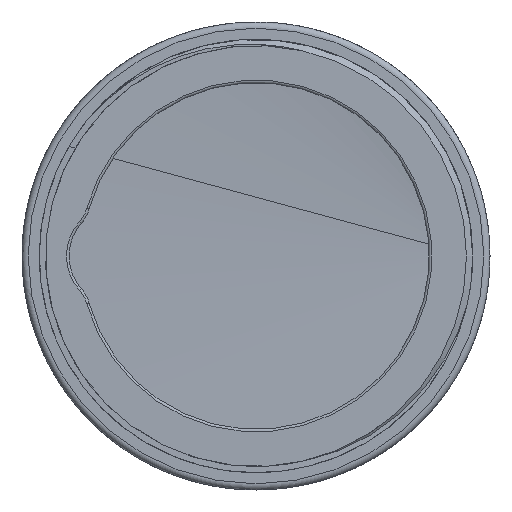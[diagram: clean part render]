
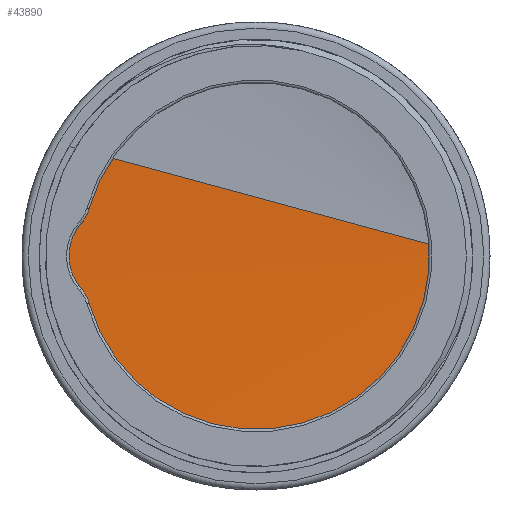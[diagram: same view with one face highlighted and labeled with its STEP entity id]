
A CAD part, left-side view. The second image highlights one B-rep face of the part: STEP entity #43890.
In plain terms, the highlighted cylindrical face has radius 17.5 mm (diameter 35 mm), a full revolution.
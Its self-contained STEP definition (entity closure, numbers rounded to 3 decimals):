
#2647=CIRCLE('',#46462,17.5);
#3037=FACE_OUTER_BOUND('',#5587,.T.);
#5587=EDGE_LOOP('',(#26949,#26950,#26951,#26952));
#8341=B_SPLINE_CURVE_WITH_KNOTS('',3,(#50348,#50349,#50350,#50351,#50352,
#50353,#50354,#50355,#50356,#50357,#50358,#50359,#50360,#50361,#50362,#50363,
#50364,#50365,#50366,#50367,#50368,#50369,#50370,#50371,#50372,#50373,#50374,
#50375),.UNSPECIFIED.,.F.,.F.,(4,3,3,3,3,3,3,3,3,4),(-9.425,
-9.319,-8.836,-8.353,-7.87,
-7.386,-6.903,-6.42,-5.937,
-5.61),.UNSPECIFIED.);
#14365=LINE('',#50318,#14789);
#14367=LINE('',#50339,#14791);
#14789=VECTOR('',#47601,17.5);
#14791=VECTOR('',#47605,17.5);
#15214=VERTEX_POINT('',#50316);
#15215=VERTEX_POINT('',#50317);
#15216=VERTEX_POINT('',#50338);
#15218=VERTEX_POINT('',#50347);
#19906=EDGE_CURVE('',#15214,#15215,#14365,.T.);
#19909=EDGE_CURVE('',#15214,#15216,#14367,.T.);
#19912=EDGE_CURVE('',#15215,#15218,#8341,.T.);
#19913=EDGE_CURVE('',#15216,#15218,#2647,.T.);
#26949=ORIENTED_EDGE('',*,*,#19906,.T.);
#26950=ORIENTED_EDGE('',*,*,#19912,.T.);
#26951=ORIENTED_EDGE('',*,*,#19913,.F.);
#26952=ORIENTED_EDGE('',*,*,#19909,.F.);
#41017=CYLINDRICAL_SURFACE('',#46461,17.5);
#43890=ADVANCED_FACE('',(#3037),#41017,.T.);
#46461=AXIS2_PLACEMENT_3D('',#50346,#47608,#47609);
#46462=AXIS2_PLACEMENT_3D('',#50376,#47610,#47611);
#47601=DIRECTION('',(1.,0.,0.));
#47605=DIRECTION('',(-1.,0.,0.));
#47608=DIRECTION('center_axis',(1.,0.,0.));
#47609=DIRECTION('ref_axis',(0.,1.,0.));
#47610=DIRECTION('center_axis',(-1.,0.,0.));
#47611=DIRECTION('ref_axis',(0.,-1.,0.));
#50316=CARTESIAN_POINT('',(0.6,-17.5,0.));
#50317=CARTESIAN_POINT('',(2.2,-17.5,0.));
#50318=CARTESIAN_POINT('',(18.2,-17.5,0.));
#50338=CARTESIAN_POINT('',(0.5,-17.5,0.));
#50339=CARTESIAN_POINT('',(18.2,-17.5,0.));
#50346=CARTESIAN_POINT('Origin',(18.2,0.,0.));
#50347=CARTESIAN_POINT('',(0.5,13.682,10.911));
#50348=CARTESIAN_POINT('Ctrl Pts',(2.2,-17.5,0.));
#50349=CARTESIAN_POINT('Ctrl Pts',(2.184,-17.501,-0.619));
#50350=CARTESIAN_POINT('Ctrl Pts',(2.169,-17.469,-1.237));
#50351=CARTESIAN_POINT('Ctrl Pts',(2.153,-17.403,-1.851));
#50352=CARTESIAN_POINT('Ctrl Pts',(2.081,-17.105,-4.653));
#50353=CARTESIAN_POINT('Ctrl Pts',(2.009,-16.117,-7.381));
#50354=CARTESIAN_POINT('Ctrl Pts',(1.938,-14.552,-9.723));
#50355=CARTESIAN_POINT('Ctrl Pts',(1.866,-12.987,-12.066));
#50356=CARTESIAN_POINT('Ctrl Pts',(1.794,-10.844,-14.023));
#50357=CARTESIAN_POINT('Ctrl Pts',(1.722,-8.37,-15.37));
#50358=CARTESIAN_POINT('Ctrl Pts',(1.65,-5.896,-16.717));
#50359=CARTESIAN_POINT('Ctrl Pts',(1.579,-3.09,-17.455));
#50360=CARTESIAN_POINT('Ctrl Pts',(1.507,-0.273,-17.499));
#50361=CARTESIAN_POINT('Ctrl Pts',(1.435,2.544,-17.543));
#50362=CARTESIAN_POINT('Ctrl Pts',(1.363,5.372,-16.893));
#50363=CARTESIAN_POINT('Ctrl Pts',(1.292,7.887,-15.623));
#50364=CARTESIAN_POINT('Ctrl Pts',(1.22,10.402,-14.354));
#50365=CARTESIAN_POINT('Ctrl Pts',(1.148,12.604,-12.465));
#50366=CARTESIAN_POINT('Ctrl Pts',(1.076,14.242,-10.172));
#50367=CARTESIAN_POINT('Ctrl Pts',(1.005,15.879,-7.879));
#50368=CARTESIAN_POINT('Ctrl Pts',(0.933,16.952,-5.183));
#50369=CARTESIAN_POINT('Ctrl Pts',(0.861,17.337,-2.393));
#50370=CARTESIAN_POINT('Ctrl Pts',(0.789,17.722,0.398));
#50371=CARTESIAN_POINT('Ctrl Pts',(0.718,17.42,3.284));
#50372=CARTESIAN_POINT('Ctrl Pts',(0.646,16.464,5.935));
#50373=CARTESIAN_POINT('Ctrl Pts',(0.597,15.817,7.73));
#50374=CARTESIAN_POINT('Ctrl Pts',(0.549,14.871,9.417));
#50375=CARTESIAN_POINT('Ctrl Pts',(0.5,13.681,10.911));
#50376=CARTESIAN_POINT('Origin',(0.5,0.,0.));
